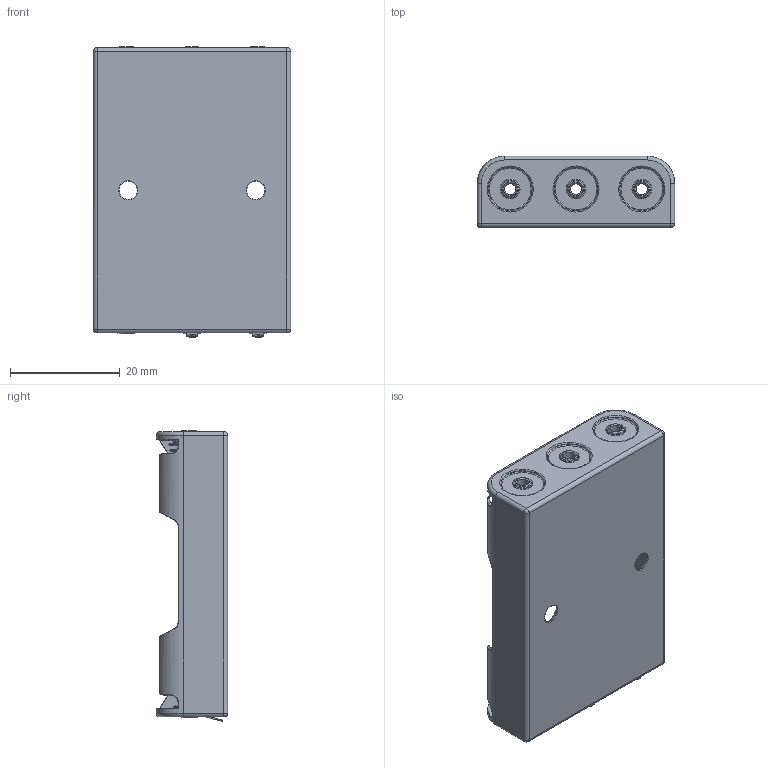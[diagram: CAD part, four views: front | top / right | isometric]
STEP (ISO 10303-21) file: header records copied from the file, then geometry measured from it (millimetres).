
FILE_DESCRIPTION((''),'2;1');
FILE_NAME('3x AAA battery holder_update.stp','2012-12-05T17:38:30',('Komp'),(''),'Autodesk Inventor 2012','Autodesk Inventor 2012','');
FILE_SCHEMA(('AUTOMOTIVE_DESIGN { 1 0 10303 214 1 1 1 1 }'));
Length unit declared in the file: millimetre
Products named in the file (5): battery holder 3 x AAA; 3x AAA battery holder; wstawka; sprężyna; wtyczka
Assembly tree (12 placements, depth 2):
  battery holder 3 x AAA
    3x AAA battery holder
    wstawka  x6
    sprężyna  x3
    wtyczka  x2
Bounding box: 36 x 13 x 52.98 mm (x, y, z)
Volume: 5046.7 mm3; surface area: 8970 mm2
Topology: 12 solids, 12 shells, 440 faces, 961 edges, 535 vertices
Faces by surface type: cylinder 131, torus 108, plane 78, bspline 74, cone 26, sphere 23
Full cylindrical faces by diameter (mm): 1 x2, 2.1 x6, 2.5 x12, 2.8 x2, 3.6 x6, 5.6 x6, 8 x6
Entity records: 11247 total; most frequent: CARTESIAN_POINT 4511, DIRECTION 1401, ORIENTED_EDGE 1266, EDGE_CURVE 633, AXIS2_PLACEMENT_3D 599, EDGE_LOOP 404, VERTEX_POINT 395, FACE_OUTER_BOUND 314
